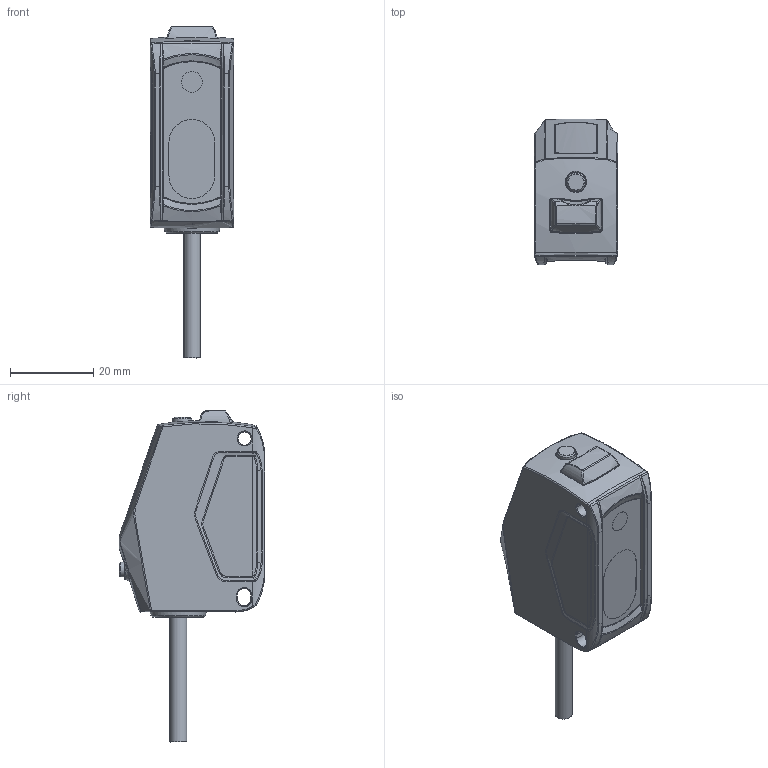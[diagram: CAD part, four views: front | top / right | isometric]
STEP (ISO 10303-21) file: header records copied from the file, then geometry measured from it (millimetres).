
FILE_DESCRIPTION(/* description */ (''),/* implementation_level */ '2;1');
FILE_NAME(/* name */ 'OSM40-yinxianshi.stp',/* time_stamp */ '2023-04-19T16:21:31+08:00',/* author */ (''),/* organization */ (''),/* preprocessor_version */ 'ST-DEVELOPER v14',/* originating_system */ 'SIEMENS PLM Software NX 8.0',/* authorisation */ '');
FILE_SCHEMA (('AUTOMOTIVE_DESIGN { 1 0 10303 214 3 1 1 1 }'));
Length unit declared in the file: millimetre
Products named in the file (1): OSM40
Bounding box: 20 x 35.04 x 79.71 mm (x, y, z)
Volume: 27028.1 mm3; surface area: 8893.2 mm2
Topology: 8 solids, 8 shells, 449 faces, 1067 edges, 625 vertices
Faces by surface type: bspline 282, plane 69, cylinder 64, sphere 16, torus 14, cone 4
Full cylindrical faces by diameter (mm): 3.5 x2, 3.65 x2, 4.1 x1, 4.55 x2, 4.7 x1, 5 x1
Entity records: 29387 total; most frequent: CARTESIAN_POINT 21293, ORIENTED_EDGE 2046, EDGE_CURVE 1023, DIRECTION 1008, VERTEX_POINT 621, B_SPLINE_CURVE_WITH_KNOTS 572, EDGE_LOOP 482, ADVANCED_FACE 448
